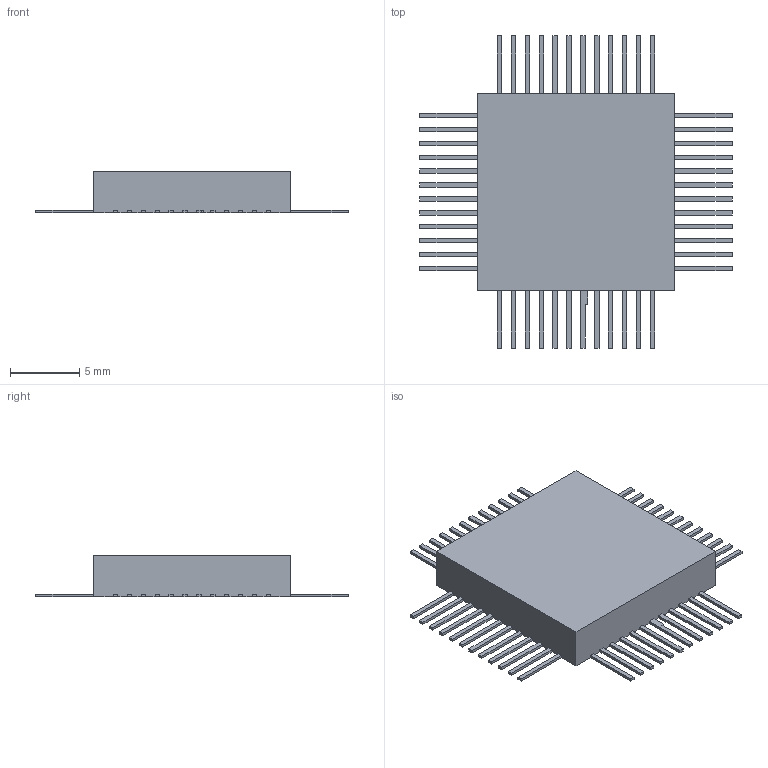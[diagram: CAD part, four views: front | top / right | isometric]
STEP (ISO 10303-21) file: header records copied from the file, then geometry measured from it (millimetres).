
FILE_DESCRIPTION(('STEP AP214'), '1');
FILE_NAME('1986藍93', '2019-07-10T13:25:28', ('user'), (''), 'ASCON STEP Converter 1.3', 'ASCON Math Kernel', '');
FILE_SCHEMA(('AUTOMOTIVE_DESIGN { 1 0 10303 214 3 1 1}'));
Length unit declared in the file: millimetre
Bounding box: 22.5 x 22.5 x 3 mm (x, y, z)
Volume: 617.7 mm3; surface area: 781.2 mm2
Topology: 1 solids, 1 shells, 200 faces, 594 edges, 396 vertices
Faces by surface type: plane 200
Entity records: 8202 total; most frequent: CARTESIAN_POINT 1191, ORIENTED_EDGE 1188, DIRECTION 996, EDGE_CURVE 594, LINE 594, VECTOR 594, VERTEX_POINT 396, AXIS2_PLACEMENT_3D 201
